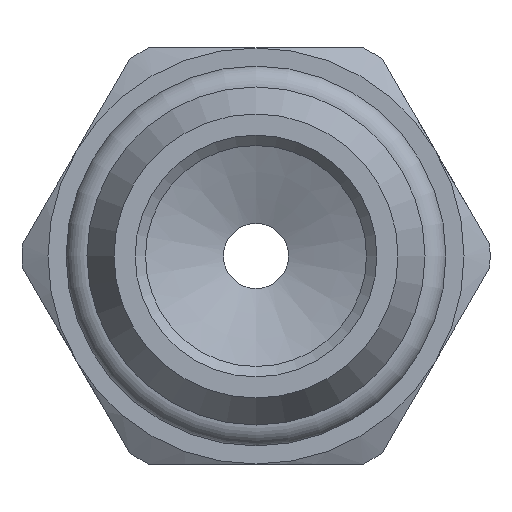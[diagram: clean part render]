
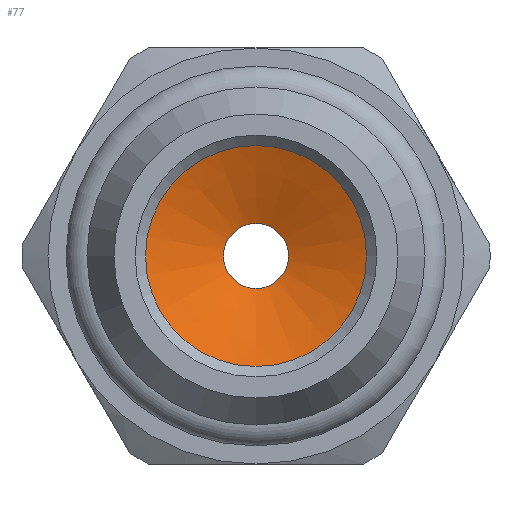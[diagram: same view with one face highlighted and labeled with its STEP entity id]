
A CAD part, front view. The second image highlights one B-rep face of the part: STEP entity #77.
In plain terms, the highlighted conical face has half-angle 68 degrees and reference radius 4.25 mm.
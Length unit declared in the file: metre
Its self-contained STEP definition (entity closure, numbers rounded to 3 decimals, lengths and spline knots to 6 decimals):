
#77 = ADVANCED_FACE( 'NONE', ( #189, #190 ), #191, .F. );
#189 = FACE_OUTER_BOUND( '', #352, .T. );
#190 = FACE_BOUND( '', #353, .T. );
#191 = CONICAL_SURFACE( '', #354, 0.00425, 1.187 );
#352 = EDGE_LOOP( '', ( #530 ) );
#353 = EDGE_LOOP( '', ( #531 ) );
#354 = AXIS2_PLACEMENT_3D( '', #532, #533, #534 );
#530 = ORIENTED_EDGE( '', *, *, #858, .T. );
#531 = ORIENTED_EDGE( '', *, *, #859, .F. );
#532 = CARTESIAN_POINT( '', ( 0., 0.009, 0. ) );
#533 = DIRECTION( '', ( 0., -1., 0. ) );
#534 = DIRECTION( '', ( 0., 0., -1. ) );
#858 = EDGE_CURVE( 'NONE', #1001, #1001, #1002, .T. );
#859 = EDGE_CURVE( 'NONE', #1003, #1003, #1004, .T. );
#1001 = VERTEX_POINT( '', #1226 );
#1002 = CIRCLE( '', #1227, 0.00425 );
#1003 = VERTEX_POINT( '', #1228 );
#1004 = CIRCLE( '', #1229, 0.00125 );
#1226 = CARTESIAN_POINT( '', ( 0., 0.009, -0.00425 ) );
#1227 = AXIS2_PLACEMENT_3D( '', #1446, #1447, #1448 );
#1228 = CARTESIAN_POINT( '', ( 0., 0.010212, -0.00125 ) );
#1229 = AXIS2_PLACEMENT_3D( '', #1449, #1450, #1451 );
#1446 = CARTESIAN_POINT( '', ( 0., 0.009, 0. ) );
#1447 = DIRECTION( '', ( 0., -1., 0. ) );
#1448 = DIRECTION( '', ( 0., 0., -1. ) );
#1449 = CARTESIAN_POINT( '', ( 0., 0.010212, 0. ) );
#1450 = DIRECTION( '', ( 0., -1., 0. ) );
#1451 = DIRECTION( '', ( 0., 0., -1. ) );
